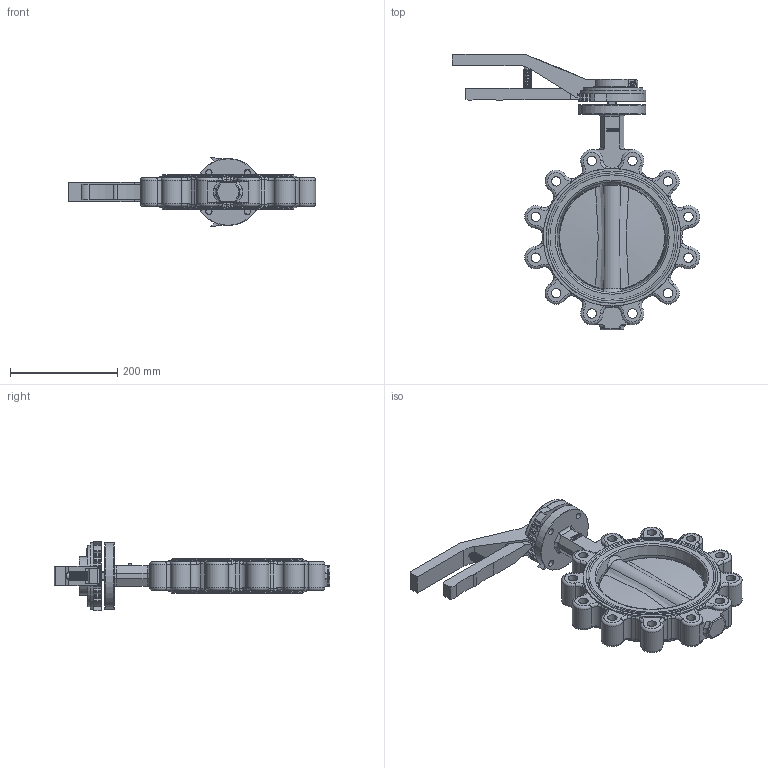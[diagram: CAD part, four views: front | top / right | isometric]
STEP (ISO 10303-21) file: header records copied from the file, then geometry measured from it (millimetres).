
FILE_DESCRIPTION(/* description */ ('Unknown'),/* implementation_level */ '2;1');
FILE_NAME(/* name */ '5200_5210_5220-15',/* time_stamp */ '2022-07-20T08:33:14+02:00',/* author */ ('Unknown'),/* organization */ ('Unknown'),/* preprocessor_version */ 'ST-DEVELOPER v16.7',/* originating_system */ 'Solid Edge',/* authorisation */ 'Unknown');
FILE_SCHEMA (('AUTOMOTIVE_DESIGN {1 0 10303 214 3 1 1}'));
Length unit declared in the file: millimetre
Products named in the file (21): LUG_DN200; DN200; retaining ring; DN200概极; seat; disc; shaft1; shaft2; bushing1; bushing2; ring; split washer; washer; Raster DN200-DN250; Handhebel DN200; Feder DN300; Griff unten DN300; Griff oben DN300; DIN912M5x43; DIN125-5_3.1.3; DIN934_M5
Assembly tree (22 placements, depth 3):
  LUG_DN200
    DN200
      retaining ring
      DN200概极
      seat
      disc
      shaft1
      shaft2
      bushing1  x2
      bushing2  x2
      ring
      split washer
      washer
    Raster DN200-DN250
    Handhebel DN200
      Feder DN300
      Griff unten DN300
      Griff oben DN300
      DIN912M5x43
      DIN125-5_3.1.3
      DIN934_M5
Bounding box: 461.88 x 515 x 129.37 mm (x, y, z)
Volume: 3566826.3 mm3; surface area: 707584.4 mm2
Topology: 21 solids, 21 shells, 983 faces, 2493 edges, 1592 vertices
Faces by surface type: plane 367, cylinder 270, bspline 184, torus 145, cone 17
Full cylindrical faces by diameter (mm): 2.5 x2, 4.134 x1, 5 x1, 5.3 x1, 5.684 x2, 6.8 x1, 8.5 x1, 10 x1, 11 x8, 11.368 x1, 12 x4, 15.4 x1, 17.5 x12, 19 x1, 22.1 x5, 22.28 x1, 22.3 x1, 22.4 x4, 22.5 x1, 28.58 x2, 28.65 x6, 33.5 x1, 34 x2, 36.2 x1, 43.852 x1, 71 x1, 75.015 x2, 125 x1, 213 x4, 232.8 x4
Entity records: 39286 total; most frequent: CARTESIAN_POINT 15946, ORIENTED_EDGE 4658, DIRECTION 4449, EDGE_CURVE 2329, AXIS2_PLACEMENT_3D 1743, VERTEX_POINT 1545, FACE_BOUND 1208, EDGE_LOOP 1205
